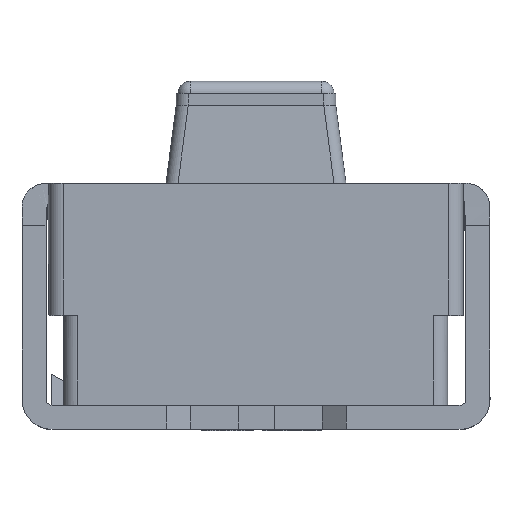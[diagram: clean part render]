
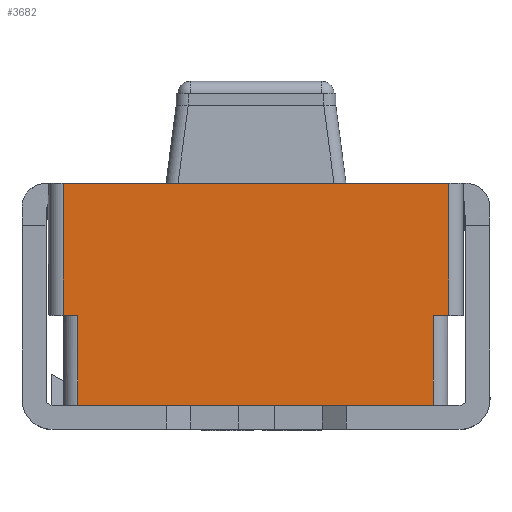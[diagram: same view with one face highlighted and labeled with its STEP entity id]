
A CAD part, top view. The second image highlights one B-rep face of the part: STEP entity #3682.
In plain terms, the highlighted planar face has unit normal (0, 0, 1).
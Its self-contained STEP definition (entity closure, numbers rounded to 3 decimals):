
#1056 = LINE ( 'NONE', #9795, #17616 ) ;
#1340 = CARTESIAN_POINT ( 'NONE',  ( -1.605, -0.5, 1.57 ) ) ;
#1624 = EDGE_LOOP ( 'NONE', ( #9674, #13021, #1633, #7239, #12092, #17313, #12189, #15749 ) ) ;
#1633 = ORIENTED_EDGE ( 'NONE', *, *, #3037, .F. ) ;
#1756 = LINE ( 'NONE', #8697, #5329 ) ;
#1818 = VERTEX_POINT ( 'NONE', #1340 ) ;
#1924 = LINE ( 'NONE', #10223, #7571 ) ;
#2225 = CARTESIAN_POINT ( 'NONE',  ( -1.483, -0.5, 1.57 ) ) ;
#3037 = EDGE_CURVE ( 'NONE', #6102, #20334, #9378, .T. ) ;
#3302 = DIRECTION ( 'NONE',  ( -1., 0., 0. ) ) ;
#3682 = ADVANCED_FACE ( 'NONE', ( #4329 ), #5565, .F. ) ;
#3698 = LINE ( 'NONE', #18783, #8131 ) ;
#4228 = VECTOR ( 'NONE', #12569, 1000. ) ;
#4329 = FACE_OUTER_BOUND ( 'NONE', #1624, .T. ) ;
#4972 = CARTESIAN_POINT ( 'NONE',  ( 1.605, -0.5, 1.57 ) ) ;
#5093 = CARTESIAN_POINT ( 'NONE',  ( -1.483, -0.43, 1.57 ) ) ;
#5329 = VECTOR ( 'NONE', #8343, 1000. ) ;
#5447 = LINE ( 'NONE', #14559, #10350 ) ;
#5565 = PLANE ( 'NONE',  #11905 ) ;
#6102 = VERTEX_POINT ( 'NONE', #4972 ) ;
#7198 = VERTEX_POINT ( 'NONE', #14741 ) ;
#7239 = ORIENTED_EDGE ( 'NONE', *, *, #15200, .F. ) ;
#7243 = LINE ( 'NONE', #5093, #12018 ) ;
#7571 = VECTOR ( 'NONE', #3302, 1000. ) ;
#7759 = CARTESIAN_POINT ( 'NONE',  ( -1.605, 0.6, 1.57 ) ) ;
#8131 = VECTOR ( 'NONE', #12006, 1000. ) ;
#8343 = DIRECTION ( 'NONE',  ( 0., -1., 0. ) ) ;
#8697 = CARTESIAN_POINT ( 'NONE',  ( 1.605, -0.43, 1.57 ) ) ;
#9378 = LINE ( 'NONE', #2225, #4228 ) ;
#9439 = CARTESIAN_POINT ( 'NONE',  ( 1.477, -0.5, 1.57 ) ) ;
#9674 = ORIENTED_EDGE ( 'NONE', *, *, #22124, .F. ) ;
#9795 = CARTESIAN_POINT ( 'NONE',  ( -1.605, -0.43, 1.57 ) ) ;
#10223 = CARTESIAN_POINT ( 'NONE',  ( -1.483, -1.25, 1.57 ) ) ;
#10350 = VECTOR ( 'NONE', #12630, 1000. ) ;
#10757 = DIRECTION ( 'NONE',  ( 0., -1., 0. ) ) ;
#10915 = CARTESIAN_POINT ( 'NONE',  ( -1.483, -0.5, 1.57 ) ) ;
#10972 = EDGE_CURVE ( 'NONE', #18017, #1818, #3698, .T. ) ;
#11905 = AXIS2_PLACEMENT_3D ( 'NONE', #19412, #12853, #17945 ) ;
#12006 = DIRECTION ( 'NONE',  ( -1., 0., 0. ) ) ;
#12018 = VECTOR ( 'NONE', #22357, 1000. ) ;
#12092 = ORIENTED_EDGE ( 'NONE', *, *, #19537, .F. ) ;
#12189 = ORIENTED_EDGE ( 'NONE', *, *, #10972, .F. ) ;
#12446 = VERTEX_POINT ( 'NONE', #16743 ) ;
#12569 = DIRECTION ( 'NONE',  ( -1., 0., 0. ) ) ;
#12630 = DIRECTION ( 'NONE',  ( 1., 0., 0. ) ) ;
#12701 = VECTOR ( 'NONE', #10757, 1000. ) ;
#12780 = CARTESIAN_POINT ( 'NONE',  ( 1.477, -1.25, 1.57 ) ) ;
#12853 = DIRECTION ( 'NONE',  ( 0., 0., -1. ) ) ;
#13021 = ORIENTED_EDGE ( 'NONE', *, *, #16323, .F. ) ;
#14559 = CARTESIAN_POINT ( 'NONE',  ( -1.483, 0.6, 1.57 ) ) ;
#14741 = CARTESIAN_POINT ( 'NONE',  ( 1.605, 0.6, 1.57 ) ) ;
#15133 = DIRECTION ( 'NONE',  ( 0., 1., 0. ) ) ;
#15200 = EDGE_CURVE ( 'NONE', #7198, #6102, #1756, .T. ) ;
#15749 = ORIENTED_EDGE ( 'NONE', *, *, #18193, .F. ) ;
#16114 = CARTESIAN_POINT ( 'NONE',  ( 1.477, -0.43, 1.57 ) ) ;
#16323 = EDGE_CURVE ( 'NONE', #20334, #20812, #21308, .T. ) ;
#16743 = CARTESIAN_POINT ( 'NONE',  ( -1.483, -1.25, 1.57 ) ) ;
#17313 = ORIENTED_EDGE ( 'NONE', *, *, #19357, .F. ) ;
#17616 = VECTOR ( 'NONE', #15133, 1000. ) ;
#17945 = DIRECTION ( 'NONE',  ( -1., 0., 0. ) ) ;
#18017 = VERTEX_POINT ( 'NONE', #10915 ) ;
#18193 = EDGE_CURVE ( 'NONE', #12446, #18017, #7243, .T. ) ;
#18681 = VERTEX_POINT ( 'NONE', #7759 ) ;
#18783 = CARTESIAN_POINT ( 'NONE',  ( -1.483, -0.5, 1.57 ) ) ;
#19357 = EDGE_CURVE ( 'NONE', #1818, #18681, #1056, .T. ) ;
#19412 = CARTESIAN_POINT ( 'NONE',  ( -1.483, -0.43, 1.57 ) ) ;
#19537 = EDGE_CURVE ( 'NONE', #18681, #7198, #5447, .T. ) ;
#20334 = VERTEX_POINT ( 'NONE', #9439 ) ;
#20812 = VERTEX_POINT ( 'NONE', #12780 ) ;
#21308 = LINE ( 'NONE', #16114, #12701 ) ;
#22124 = EDGE_CURVE ( 'NONE', #20812, #12446, #1924, .T. ) ;
#22357 = DIRECTION ( 'NONE',  ( 0., 1., 0. ) ) ;
